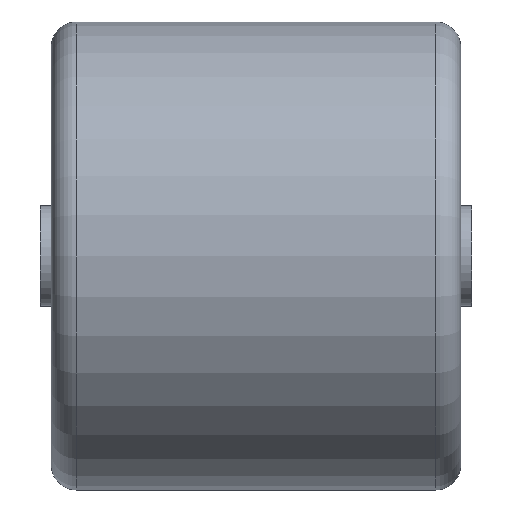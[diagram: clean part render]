
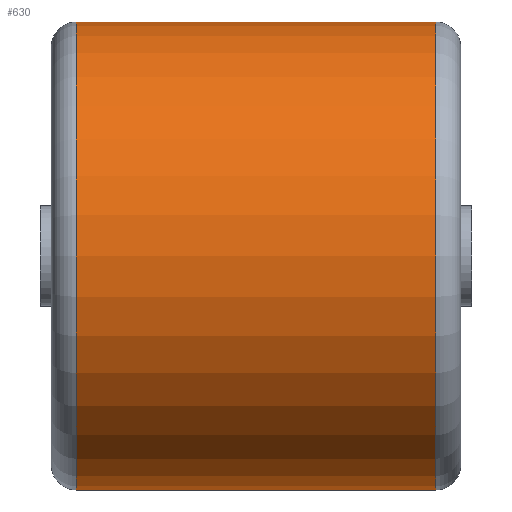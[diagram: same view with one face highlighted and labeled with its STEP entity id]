
A CAD part, front view. The second image highlights one B-rep face of the part: STEP entity #630.
In plain terms, the highlighted cylindrical face has radius 14 mm (diameter 28 mm), a partial arc.
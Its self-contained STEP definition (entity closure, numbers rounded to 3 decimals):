
#22 = DIRECTION ( 'NONE',  ( -1., 0., 0. ) ) ;
#67 = CARTESIAN_POINT ( 'NONE',  ( -10.75, 0., 0. ) ) ;
#121 = DIRECTION ( 'NONE',  ( -1., 0., 0. ) ) ;
#255 = CARTESIAN_POINT ( 'NONE',  ( 10.75, 0., 0. ) ) ;
#256 = VERTEX_POINT ( 'NONE', #283 ) ;
#283 = CARTESIAN_POINT ( 'NONE',  ( -10.75, 0., -14. ) ) ;
#370 = DIRECTION ( 'NONE',  ( -1., 0., 0. ) ) ;
#387 = EDGE_CURVE ( 'NONE', #1559, #256, #636, .T. ) ;
#456 = ORIENTED_EDGE ( 'NONE', *, *, #607, .F. ) ;
#474 = EDGE_LOOP ( 'NONE', ( #456, #1429, #1193, #1635 ) ) ;
#485 = LINE ( 'NONE', #1522, #1183 ) ;
#503 = DIRECTION ( 'NONE',  ( 0., 0., 1. ) ) ;
#574 = EDGE_CURVE ( 'NONE', #1543, #1559, #485, .T. ) ;
#607 = EDGE_CURVE ( 'NONE', #1433, #256, #647, .T. ) ;
#624 = CARTESIAN_POINT ( 'NONE',  ( 10.75, 0., 14. ) ) ;
#630 = ADVANCED_FACE ( 'NONE', ( #844 ), #786, .T. ) ;
#636 = CIRCLE ( 'NONE', #1001, 14. ) ;
#647 = LINE ( 'NONE', #1397, #1205 ) ;
#730 = DIRECTION ( 'NONE',  ( 1., 0., 0. ) ) ;
#750 = DIRECTION ( 'NONE',  ( -1., 0., 0. ) ) ;
#786 = CYLINDRICAL_SURFACE ( 'NONE', #1412, 14. ) ;
#844 = FACE_OUTER_BOUND ( 'NONE', #474, .T. ) ;
#861 = CARTESIAN_POINT ( 'NONE',  ( -10.75, 0., 14. ) ) ;
#1001 = AXIS2_PLACEMENT_3D ( 'NONE', #67, #730, #1189 ) ;
#1143 = AXIS2_PLACEMENT_3D ( 'NONE', #255, #370, #503 ) ;
#1183 = VECTOR ( 'NONE', #22, 1000. ) ;
#1189 = DIRECTION ( 'NONE',  ( 0., 0., -1. ) ) ;
#1193 = ORIENTED_EDGE ( 'NONE', *, *, #574, .T. ) ;
#1205 = VECTOR ( 'NONE', #750, 1000. ) ;
#1206 = CARTESIAN_POINT ( 'NONE',  ( 10.75, 0., -14. ) ) ;
#1248 = CARTESIAN_POINT ( 'NONE',  ( -13., 0., 0. ) ) ;
#1249 = CIRCLE ( 'NONE', #1143, 14. ) ;
#1269 = EDGE_CURVE ( 'NONE', #1433, #1543, #1249, .T. ) ;
#1397 = CARTESIAN_POINT ( 'NONE',  ( -13., 0., -14. ) ) ;
#1412 = AXIS2_PLACEMENT_3D ( 'NONE', #1248, #121, #1643 ) ;
#1429 = ORIENTED_EDGE ( 'NONE', *, *, #1269, .T. ) ;
#1433 = VERTEX_POINT ( 'NONE', #1206 ) ;
#1522 = CARTESIAN_POINT ( 'NONE',  ( -13., 0., 14. ) ) ;
#1543 = VERTEX_POINT ( 'NONE', #624 ) ;
#1559 = VERTEX_POINT ( 'NONE', #861 ) ;
#1635 = ORIENTED_EDGE ( 'NONE', *, *, #387, .T. ) ;
#1643 = DIRECTION ( 'NONE',  ( 0., 0., 1. ) ) ;
